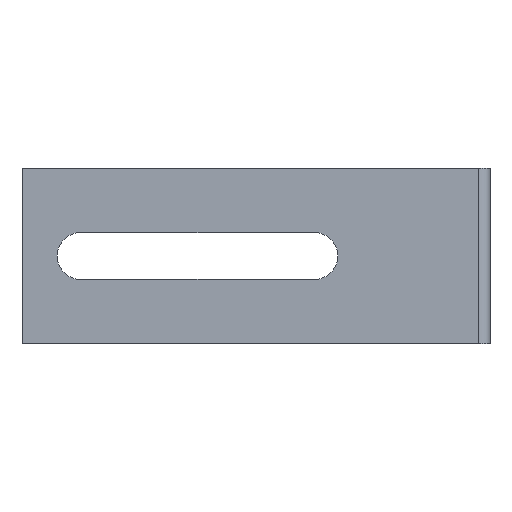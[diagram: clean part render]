
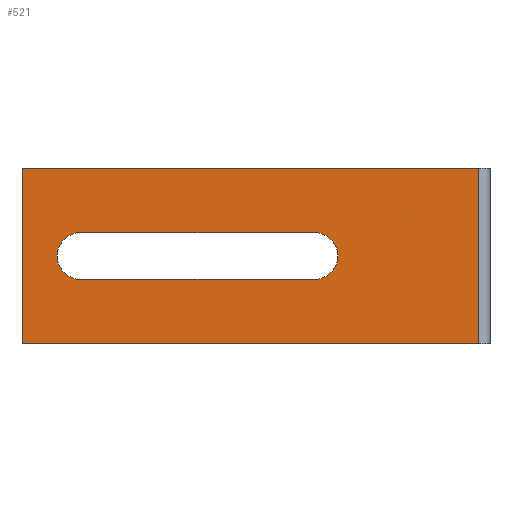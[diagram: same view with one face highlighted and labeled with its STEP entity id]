
A CAD part, left-side view. The second image highlights one B-rep face of the part: STEP entity #521.
In plain terms, the highlighted planar face has unit normal (-1, 0, 0).
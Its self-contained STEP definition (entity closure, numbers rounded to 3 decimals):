
#4 = LINE ( 'NONE', #101, #661 ) ;
#12 = VERTEX_POINT ( 'NONE', #680 ) ;
#47 = CIRCLE ( 'NONE', #125, 4. ) ;
#63 = ORIENTED_EDGE ( 'NONE', *, *, #418, .F. ) ;
#72 = ORIENTED_EDGE ( 'NONE', *, *, #121, .T. ) ;
#78 = ORIENTED_EDGE ( 'NONE', *, *, #100, .F. ) ;
#86 = CARTESIAN_POINT ( 'NONE',  ( 0., 80., 30. ) ) ;
#89 = ORIENTED_EDGE ( 'NONE', *, *, #368, .T. ) ;
#90 = VERTEX_POINT ( 'NONE', #155 ) ;
#91 = CARTESIAN_POINT ( 'NONE',  ( 0., 80., 30. ) ) ;
#96 = LINE ( 'NONE', #535, #648 ) ;
#100 = EDGE_CURVE ( 'NONE', #459, #602, #96, .T. ) ;
#101 = CARTESIAN_POINT ( 'NONE',  ( 0., 80., 0. ) ) ;
#115 = VECTOR ( 'NONE', #174, 1000. ) ;
#121 = EDGE_CURVE ( 'NONE', #12, #602, #4, .T. ) ;
#123 = ORIENTED_EDGE ( 'NONE', *, *, #405, .F. ) ;
#124 = DIRECTION ( 'NONE',  ( 0., 1., 0. ) ) ;
#125 = AXIS2_PLACEMENT_3D ( 'NONE', #361, #579, #632 ) ;
#138 = CIRCLE ( 'NONE', #471, 4. ) ;
#142 = EDGE_LOOP ( 'NONE', ( #72, #78, #357, #89 ) ) ;
#147 = DIRECTION ( 'NONE',  ( 0., -1., 0. ) ) ;
#148 = LINE ( 'NONE', #91, #684 ) ;
#149 = CARTESIAN_POINT ( 'NONE',  ( 0., 30., 19. ) ) ;
#155 = CARTESIAN_POINT ( 'NONE',  ( 0., 70., 11. ) ) ;
#163 = ORIENTED_EDGE ( 'NONE', *, *, #525, .F. ) ;
#174 = DIRECTION ( 'NONE',  ( 0., -1., 0. ) ) ;
#180 = CARTESIAN_POINT ( 'NONE',  ( 0., 70., 11. ) ) ;
#189 = DIRECTION ( 'NONE',  ( 0., 1., 0. ) ) ;
#195 = CARTESIAN_POINT ( 'NONE',  ( 0., 2., 0. ) ) ;
#234 = DIRECTION ( 'NONE',  ( 0., 0., -1. ) ) ;
#237 = CARTESIAN_POINT ( 'NONE',  ( 0., 70., 19. ) ) ;
#250 = DIRECTION ( 'NONE',  ( 0., 1., 0. ) ) ;
#257 = ORIENTED_EDGE ( 'NONE', *, *, #332, .F. ) ;
#268 = AXIS2_PLACEMENT_3D ( 'NONE', #339, #504, #346 ) ;
#294 = CARTESIAN_POINT ( 'NONE',  ( 0., 80., 30. ) ) ;
#297 = CARTESIAN_POINT ( 'NONE',  ( 0., 80., 30. ) ) ;
#299 = DIRECTION ( 'NONE',  ( -1., 0., 0. ) ) ;
#306 = LINE ( 'NONE', #448, #424 ) ;
#332 = EDGE_CURVE ( 'NONE', #90, #629, #386, .T. ) ;
#339 = CARTESIAN_POINT ( 'NONE',  ( 0., 70., 15. ) ) ;
#344 = CARTESIAN_POINT ( 'NONE',  ( 0., 74., 15. ) ) ;
#346 = DIRECTION ( 'NONE',  ( 0., 1., 0. ) ) ;
#349 = VERTEX_POINT ( 'NONE', #344 ) ;
#350 = AXIS2_PLACEMENT_3D ( 'NONE', #297, #354, #250 ) ;
#354 = DIRECTION ( 'NONE',  ( 1., 0., 0. ) ) ;
#357 = ORIENTED_EDGE ( 'NONE', *, *, #575, .F. ) ;
#358 = EDGE_LOOP ( 'NONE', ( #257, #435, #123, #63, #163 ) ) ;
#361 = CARTESIAN_POINT ( 'NONE',  ( 0., 70., 15. ) ) ;
#368 = EDGE_CURVE ( 'NONE', #477, #12, #400, .T. ) ;
#371 = DIRECTION ( 'NONE',  ( 0., 0., -1. ) ) ;
#386 = LINE ( 'NONE', #180, #115 ) ;
#400 = LINE ( 'NONE', #294, #576 ) ;
#405 = EDGE_CURVE ( 'NONE', #434, #349, #447, .T. ) ;
#416 = DIRECTION ( 'NONE',  ( 0., -1., 0. ) ) ;
#418 = EDGE_CURVE ( 'NONE', #685, #434, #306, .T. ) ;
#424 = VECTOR ( 'NONE', #124, 1000. ) ;
#431 = FACE_OUTER_BOUND ( 'NONE', #142, .T. ) ;
#434 = VERTEX_POINT ( 'NONE', #237 ) ;
#435 = ORIENTED_EDGE ( 'NONE', *, *, #675, .F. ) ;
#447 = CIRCLE ( 'NONE', #268, 4. ) ;
#448 = CARTESIAN_POINT ( 'NONE',  ( 0., 70., 19. ) ) ;
#459 = VERTEX_POINT ( 'NONE', #614 ) ;
#471 = AXIS2_PLACEMENT_3D ( 'NONE', #612, #299, #189 ) ;
#474 = CARTESIAN_POINT ( 'NONE',  ( 0., 30., 11. ) ) ;
#477 = VERTEX_POINT ( 'NONE', #86 ) ;
#504 = DIRECTION ( 'NONE',  ( -1., 0., 0. ) ) ;
#508 = FACE_BOUND ( 'NONE', #358, .T. ) ;
#521 = ADVANCED_FACE ( 'NONE', ( #508, #431 ), #609, .F. ) ;
#525 = EDGE_CURVE ( 'NONE', #629, #685, #138, .T. ) ;
#535 = CARTESIAN_POINT ( 'NONE',  ( 0., 2., 30. ) ) ;
#575 = EDGE_CURVE ( 'NONE', #477, #459, #148, .T. ) ;
#576 = VECTOR ( 'NONE', #234, 1000. ) ;
#579 = DIRECTION ( 'NONE',  ( -1., 0., 0. ) ) ;
#602 = VERTEX_POINT ( 'NONE', #195 ) ;
#609 = PLANE ( 'NONE',  #350 ) ;
#612 = CARTESIAN_POINT ( 'NONE',  ( 0., 30., 15. ) ) ;
#614 = CARTESIAN_POINT ( 'NONE',  ( 0., 2., 30. ) ) ;
#629 = VERTEX_POINT ( 'NONE', #474 ) ;
#632 = DIRECTION ( 'NONE',  ( 0., 1., 0. ) ) ;
#648 = VECTOR ( 'NONE', #371, 1000. ) ;
#661 = VECTOR ( 'NONE', #147, 1000. ) ;
#675 = EDGE_CURVE ( 'NONE', #349, #90, #47, .T. ) ;
#680 = CARTESIAN_POINT ( 'NONE',  ( 0., 80., 0. ) ) ;
#684 = VECTOR ( 'NONE', #416, 1000. ) ;
#685 = VERTEX_POINT ( 'NONE', #149 ) ;
